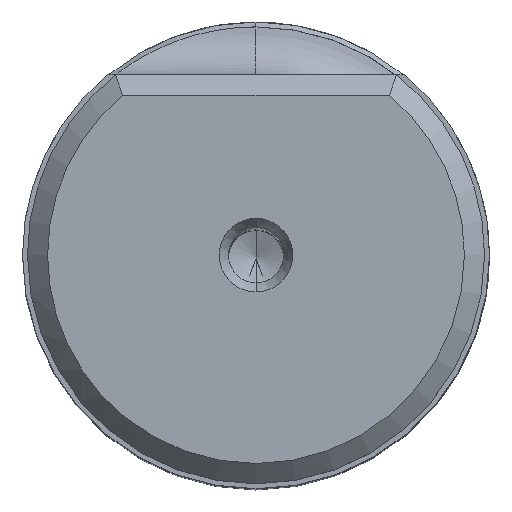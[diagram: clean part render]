
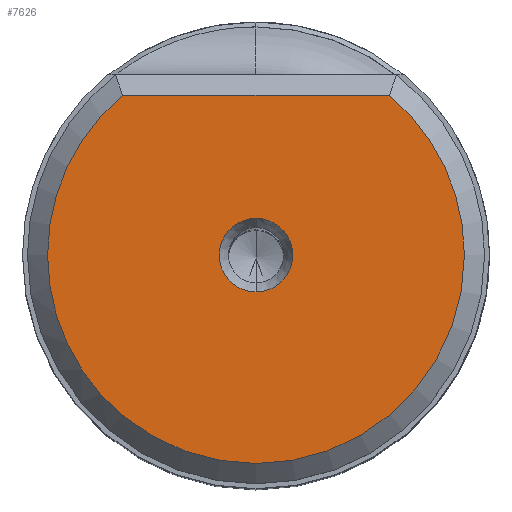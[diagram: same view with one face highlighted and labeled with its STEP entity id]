
A CAD part, top view. The second image highlights one B-rep face of the part: STEP entity #7626.
In plain terms, the highlighted planar face has unit normal (0, 0, 1).
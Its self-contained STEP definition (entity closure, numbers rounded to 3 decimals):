
#4712=LINE('',#65718,#6247);
#6247=VECTOR('',#35895,1.);
#7626=ADVANCED_FACE('',(#8905,#8906),#8680,.T.);
#8680=PLANE('',#30291);
#8905=FACE_BOUND('',#9727,.T.);
#8906=FACE_BOUND('',#9728,.T.);
#9727=EDGE_LOOP('',(#15272,#15273,#15274,#15275,#15276));
#9728=EDGE_LOOP('',(#15277,#15278));
#15272=ORIENTED_EDGE('',*,*,#24770,.F.);
#15273=ORIENTED_EDGE('',*,*,#24771,.F.);
#15274=ORIENTED_EDGE('',*,*,#24772,.F.);
#15275=ORIENTED_EDGE('',*,*,#24773,.F.);
#15276=ORIENTED_EDGE('',*,*,#24774,.F.);
#15277=ORIENTED_EDGE('',*,*,#24769,.F.);
#15278=ORIENTED_EDGE('',*,*,#24775,.F.);
#21006=VERTEX_POINT('',#65704);
#21007=VERTEX_POINT('',#65706);
#21008=VERTEX_POINT('',#65710);
#21009=VERTEX_POINT('',#65711);
#21010=VERTEX_POINT('',#65713);
#21011=VERTEX_POINT('',#65715);
#21012=VERTEX_POINT('',#65717);
#24769=EDGE_CURVE('',#21007,#21006,#27058,.T.);
#24770=EDGE_CURVE('',#21008,#21009,#27059,.T.);
#24771=EDGE_CURVE('',#21010,#21008,#27060,.T.);
#24772=EDGE_CURVE('',#21011,#21010,#27061,.T.);
#24773=EDGE_CURVE('',#21012,#21011,#27062,.T.);
#24774=EDGE_CURVE('',#21009,#21012,#4712,.T.);
#24775=EDGE_CURVE('',#21006,#21007,#27063,.T.);
#27058=CIRCLE('',#30284,4.);
#27059=CIRCLE('',#30286,22.665);
#27060=CIRCLE('',#30287,22.665);
#27061=CIRCLE('',#30288,22.665);
#27062=CIRCLE('',#30289,22.665);
#27063=CIRCLE('',#30290,4.);
#30284=AXIS2_PLACEMENT_3D('',#65707,#35883,#35884);
#30286=AXIS2_PLACEMENT_3D('',#65709,#35887,#35888);
#30287=AXIS2_PLACEMENT_3D('',#65712,#35889,#35890);
#30288=AXIS2_PLACEMENT_3D('',#65714,#35891,#35892);
#30289=AXIS2_PLACEMENT_3D('',#65716,#35893,#35894);
#30290=AXIS2_PLACEMENT_3D('',#65719,#35896,#35897);
#30291=AXIS2_PLACEMENT_3D('',#65720,#35898,#35899);
#35883=DIRECTION('',(0.,0.,1.));
#35884=DIRECTION('',(0.,1.,0.));
#35887=DIRECTION('',(0.,0.,-1.));
#35888=DIRECTION('',(-1.,0.,0.));
#35889=DIRECTION('',(0.,0.,-1.));
#35890=DIRECTION('',(-0.64,-0.768,0.));
#35891=DIRECTION('',(0.,0.,-1.));
#35892=DIRECTION('',(1.,0.,0.));
#35893=DIRECTION('',(0.,0.,-1.));
#35894=DIRECTION('',(0.64,0.768,0.));
#35895=DIRECTION('',(1.,0.,0.));
#35896=DIRECTION('',(0.,0.,1.));
#35897=DIRECTION('',(0.,-1.,0.));
#35898=DIRECTION('',(0.,0.,1.));
#35899=DIRECTION('',(1.,0.,0.));
#65704=CARTESIAN_POINT('',(0.,-4.,0.));
#65706=CARTESIAN_POINT('',(0.,4.,0.));
#65707=CARTESIAN_POINT('',(0.,0.,0.));
#65709=CARTESIAN_POINT('',(0.,0.,0.));
#65710=CARTESIAN_POINT('',(-22.665,0.,0.));
#65711=CARTESIAN_POINT('',(-14.512,17.41,0.));
#65712=CARTESIAN_POINT('',(0.,0.,0.));
#65713=CARTESIAN_POINT('',(-14.512,-17.41,0.));
#65714=CARTESIAN_POINT('',(0.,0.,0.));
#65715=CARTESIAN_POINT('',(22.665,0.,0.));
#65716=CARTESIAN_POINT('',(0.,0.,0.));
#65717=CARTESIAN_POINT('',(14.512,17.41,0.));
#65718=CARTESIAN_POINT('',(-14.512,17.41,0.));
#65719=CARTESIAN_POINT('',(0.,0.,0.));
#65720=CARTESIAN_POINT('',(0.,-2.628,0.));
